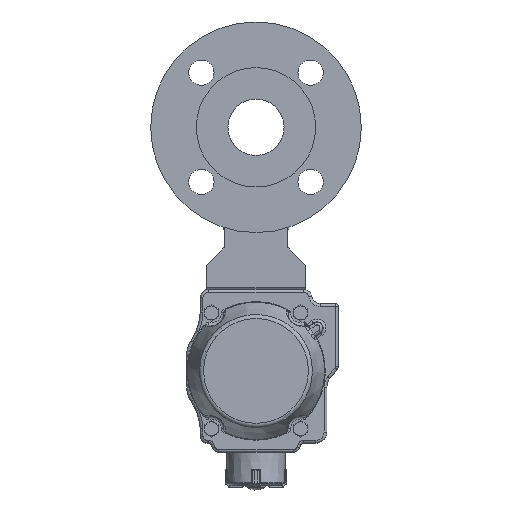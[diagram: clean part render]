
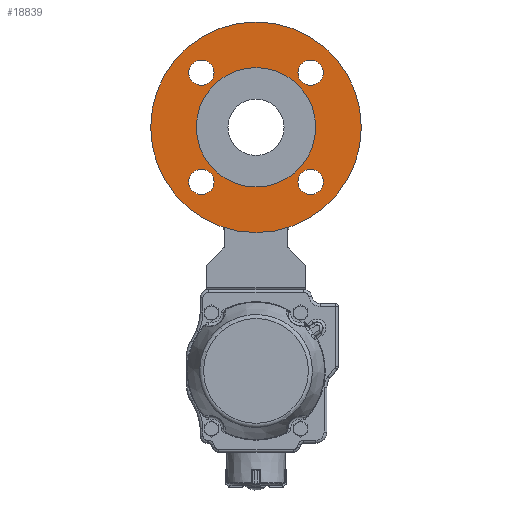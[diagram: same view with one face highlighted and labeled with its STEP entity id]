
A CAD part, front view. The second image highlights one B-rep face of the part: STEP entity #18839.
In plain terms, the highlighted planar face has unit normal (0, -1, 0).
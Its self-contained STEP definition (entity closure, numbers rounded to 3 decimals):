
#735=CIRCLE('',#20067,75.);
#752=CIRCLE('',#20086,42.5);
#754=CIRCLE('',#20089,9.);
#755=CIRCLE('',#20090,9.);
#756=CIRCLE('',#20091,9.);
#757=CIRCLE('',#20092,9.);
#2731=ORIENTED_EDGE('',*,*,#7666,.F.);
#2732=ORIENTED_EDGE('',*,*,#7667,.F.);
#2733=ORIENTED_EDGE('',*,*,#7668,.F.);
#2734=ORIENTED_EDGE('',*,*,#7669,.F.);
#2735=ORIENTED_EDGE('',*,*,#7643,.T.);
#2736=ORIENTED_EDGE('',*,*,#7664,.T.);
#7643=EDGE_CURVE('',#10103,#10103,#735,.T.);
#7664=EDGE_CURVE('',#10124,#10124,#752,.T.);
#7666=EDGE_CURVE('',#10126,#10126,#754,.T.);
#7667=EDGE_CURVE('',#10127,#10127,#755,.T.);
#7668=EDGE_CURVE('',#10128,#10128,#756,.T.);
#7669=EDGE_CURVE('',#10129,#10129,#757,.T.);
#10103=VERTEX_POINT('',#27698);
#10124=VERTEX_POINT('',#27742);
#10126=VERTEX_POINT('',#27747);
#10127=VERTEX_POINT('',#27749);
#10128=VERTEX_POINT('',#27751);
#10129=VERTEX_POINT('',#27753);
#13500=EDGE_LOOP('',(#2731));
#13501=EDGE_LOOP('',(#2732));
#13502=EDGE_LOOP('',(#2733));
#13503=EDGE_LOOP('',(#2734));
#13504=EDGE_LOOP('',(#2735));
#13505=EDGE_LOOP('',(#2736));
#14828=FACE_BOUND('',#13500,.T.);
#14829=FACE_BOUND('',#13501,.T.);
#14830=FACE_BOUND('',#13502,.T.);
#14831=FACE_BOUND('',#13503,.T.);
#14832=FACE_BOUND('',#13504,.T.);
#14833=FACE_BOUND('',#13505,.T.);
#16145=PLANE('',#20088);
#18839=ADVANCED_FACE('',(#14828,#14829,#14830,#14831,#14832,#14833),#16145,
 .T.);
#20067=AXIS2_PLACEMENT_3D('',#27697,#22301,#22302);
#20086=AXIS2_PLACEMENT_3D('',#27741,#22343,#22344);
#20088=AXIS2_PLACEMENT_3D('',#27745,#22347,#22348);
#20089=AXIS2_PLACEMENT_3D('',#27746,#22349,#22350);
#20090=AXIS2_PLACEMENT_3D('',#27748,#22351,#22352);
#20091=AXIS2_PLACEMENT_3D('',#27750,#22353,#22354);
#20092=AXIS2_PLACEMENT_3D('',#27752,#22355,#22356);
#22301=DIRECTION('',(0.,-1.,0.));
#22302=DIRECTION('',(1.,0.,0.));
#22343=DIRECTION('',(0.,1.,0.));
#22344=DIRECTION('',(1.,0.,0.));
#22347=DIRECTION('',(0.,-1.,0.));
#22348=DIRECTION('',(0.,0.,-1.));
#22349=DIRECTION('',(0.,-1.,0.));
#22350=DIRECTION('',(-1.,0.,0.));
#22351=DIRECTION('',(0.,-1.,0.));
#22352=DIRECTION('',(-1.,0.,0.));
#22353=DIRECTION('',(0.,-1.,0.));
#22354=DIRECTION('',(-1.,0.,0.));
#22355=DIRECTION('',(0.,-1.,0.));
#22356=DIRECTION('',(-1.,0.,0.));
#27697=CARTESIAN_POINT('',(0.,-68.,0.));
#27698=CARTESIAN_POINT('',(75.,-68.,0.));
#27741=CARTESIAN_POINT('',(0.,-68.,0.));
#27742=CARTESIAN_POINT('',(42.5,-68.,0.));
#27745=CARTESIAN_POINT('',(0.,-68.,0.));
#27746=CARTESIAN_POINT('',(38.891,-68.,38.891));
#27747=CARTESIAN_POINT('',(29.891,-68.,38.891));
#27748=CARTESIAN_POINT('',(-38.891,-68.,38.891));
#27749=CARTESIAN_POINT('',(-47.891,-68.,38.891));
#27750=CARTESIAN_POINT('',(-38.891,-68.,-38.891));
#27751=CARTESIAN_POINT('',(-47.891,-68.,-38.891));
#27752=CARTESIAN_POINT('',(38.891,-68.,-38.891));
#27753=CARTESIAN_POINT('',(29.891,-68.,-38.891));
